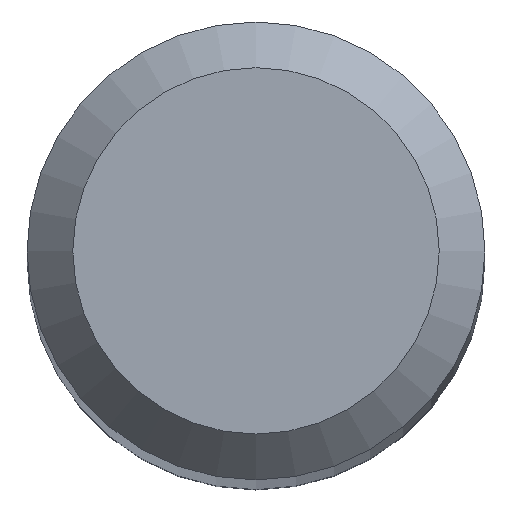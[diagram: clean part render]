
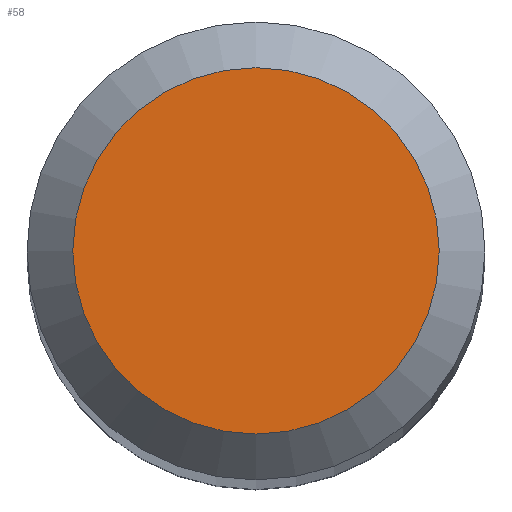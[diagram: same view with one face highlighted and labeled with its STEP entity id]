
A CAD part, top view. The second image highlights one B-rep face of the part: STEP entity #58.
In plain terms, the highlighted planar face has unit normal (0, 0, 1).
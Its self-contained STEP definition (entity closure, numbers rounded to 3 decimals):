
#8 = AXIS2_PLACEMENT_3D ( 'NONE', #51, #128, #11 ) ;
#11 = DIRECTION ( 'NONE',  ( 0., 1., 0. ) ) ;
#17 = EDGE_CURVE ( 'NONE', #110, #110, #39, .T. ) ;
#22 = FACE_OUTER_BOUND ( 'NONE', #113, .T. ) ;
#39 = CIRCLE ( 'NONE', #45, 1.2 ) ;
#45 = AXIS2_PLACEMENT_3D ( 'NONE', #165, #109, #140 ) ;
#51 = CARTESIAN_POINT ( 'NONE',  ( 0., 0., 38. ) ) ;
#58 = ADVANCED_FACE ( 'NONE', ( #22 ), #176, .F. ) ;
#105 = CARTESIAN_POINT ( 'NONE',  ( 0., 1.2, 38. ) ) ;
#109 = DIRECTION ( 'NONE',  ( 0., 0., -1. ) ) ;
#110 = VERTEX_POINT ( 'NONE', #105 ) ;
#113 = EDGE_LOOP ( 'NONE', ( #199 ) ) ;
#128 = DIRECTION ( 'NONE',  ( 0., 0., -1. ) ) ;
#140 = DIRECTION ( 'NONE',  ( 0., 1., 0. ) ) ;
#165 = CARTESIAN_POINT ( 'NONE',  ( 0., 0., 38. ) ) ;
#176 = PLANE ( 'NONE',  #8 ) ;
#199 = ORIENTED_EDGE ( 'NONE', *, *, #17, .F. ) ;
